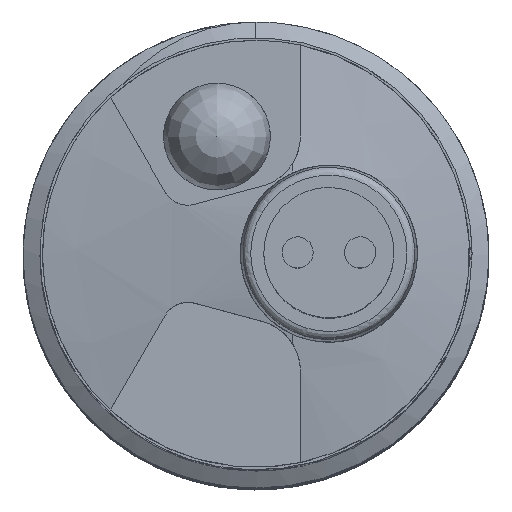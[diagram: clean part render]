
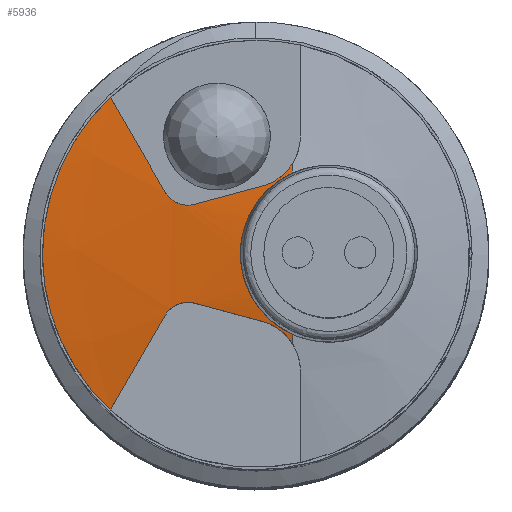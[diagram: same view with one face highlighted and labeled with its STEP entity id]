
A CAD part, top view. The second image highlights one B-rep face of the part: STEP entity #5936.
In plain terms, the highlighted free-form (B-spline) face has degree [1, 2] with [2, 9] control points.
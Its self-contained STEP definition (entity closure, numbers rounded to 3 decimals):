
#5559=CARTESIAN_POINT('',(-5.59,-6.002,75.496));
#5560=VERTEX_POINT('',#5559);
#5566=CARTESIAN_POINT('',(-5.589,6.002,75.496));
#5567=VERTEX_POINT('',#5566);
#5568=CARTESIAN_POINT('',(-5.591,-6.003,75.495));
#5569=CARTESIAN_POINT('',(-7.564,-4.166,75.409));
#5570=CARTESIAN_POINT('',(-8.577,-1.404,75.373));
#5571=CARTESIAN_POINT('',(-7.752,3.248,75.406));
#5572=CARTESIAN_POINT('',(-6.853,4.828,75.441));
#5573=CARTESIAN_POINT('',(-5.59,6.003,75.496));
#5574=B_SPLINE_CURVE_WITH_KNOTS('',3,(#5568,#5569,#5570,#5571,#5572,#5573),.UNSPECIFIED.,.F.,.U.,(4,2,4),(0.539,1.259,1.72),.UNSPECIFIED.);
#5575=EDGE_CURVE('',#5560,#5567,#5574,.T.);
#5695=CARTESIAN_POINT('',(1.4,-3.455,76.538));
#5696=VERTEX_POINT('',#5695);
#5714=CARTESIAN_POINT('',(1.4,3.455,76.538));
#5715=VERTEX_POINT('',#5714);
#5723=CARTESIAN_POINT('',(1.4,3.098,76.591));
#5724=VERTEX_POINT('',#5723);
#5725=CARTESIAN_POINT('',(1.4,3.455,76.539));
#5726=CARTESIAN_POINT('',(1.4,3.333,76.557));
#5727=CARTESIAN_POINT('',(1.4,3.214,76.574));
#5728=CARTESIAN_POINT('',(1.4,3.098,76.591));
#5729=B_SPLINE_CURVE_WITH_KNOTS('',3,(#5725,#5726,#5727,#5728),.UNSPECIFIED.,.F.,.U.,(4,4),(0.13,0.188),.UNSPECIFIED.);
#5730=EDGE_CURVE('',#5715,#5724,#5729,.T.);
#5741=CARTESIAN_POINT('',(1.4,-3.098,76.591));
#5742=VERTEX_POINT('',#5741);
#5754=CARTESIAN_POINT('',(1.4,-3.098,76.591));
#5755=CARTESIAN_POINT('',(1.4,-3.214,76.574));
#5756=CARTESIAN_POINT('',(1.4,-3.333,76.557));
#5757=CARTESIAN_POINT('',(1.4,-3.455,76.539));
#5758=B_SPLINE_CURVE_WITH_KNOTS('',3,(#5754,#5755,#5756,#5757),.UNSPECIFIED.,.F.,.U.,(4,4),(0.812,0.87),.UNSPECIFIED.);
#5759=EDGE_CURVE('',#5742,#5696,#5758,.T.);
#5829=CARTESIAN_POINT('',(-3.489,-2.365,76.066));
#5830=VERTEX_POINT('',#5829);
#5836=CARTESIAN_POINT('',(-3.489,-2.365,76.066));
#5837=CARTESIAN_POINT('',(-4.317,-3.799,75.863));
#5838=CARTESIAN_POINT('',(-5.588,-6.001,75.496));
#5839=(BOUNDED_CURVE()B_SPLINE_CURVE(2,(#5836,#5837,#5838),.HYPERBOLIC_ARC.,.F.,.U.)B_SPLINE_CURVE_WITH_KNOTS((3,3),(0.,1.),.UNSPECIFIED.)CURVE()GEOMETRIC_REPRESENTATION_ITEM()RATIONAL_B_SPLINE_CURVE((1.492,1.336,1.124))REPRESENTATION_ITEM(''));
#5840=EDGE_CURVE('',#5830,#5560,#5839,.T.);
#5847=CARTESIAN_POINT('',(2.8,0.,77.13));
#5848=CARTESIAN_POINT('',(2.8,0.,77.13));
#5849=CARTESIAN_POINT('',(2.8,0.,77.13));
#5850=CARTESIAN_POINT('',(2.8,0.,77.13));
#5851=CARTESIAN_POINT('',(2.8,0.,77.13));
#5852=CARTESIAN_POINT('',(2.8,0.,77.13));
#5853=CARTESIAN_POINT('',(2.8,0.,77.13));
#5854=CARTESIAN_POINT('',(2.8,0.,77.13));
#5855=CARTESIAN_POINT('',(2.8,0.,77.13));
#5856=CARTESIAN_POINT('',(22.278,-0.331,74.045));
#5857=CARTESIAN_POINT('',(22.609,19.146,74.045));
#5858=CARTESIAN_POINT('',(3.131,19.478,74.045));
#5859=CARTESIAN_POINT('',(-16.346,19.809,74.045));
#5860=CARTESIAN_POINT('',(-16.678,0.331,74.045));
#5861=CARTESIAN_POINT('',(-17.009,-19.146,74.045));
#5862=CARTESIAN_POINT('',(2.469,-19.478,74.045));
#5863=CARTESIAN_POINT('',(21.946,-19.809,74.045));
#5864=CARTESIAN_POINT('',(22.278,-0.331,74.045));
#5865=(BOUNDED_SURFACE()B_SPLINE_SURFACE(1,2,((#5847,#5848,#5849,#5850,#5851,#5852,#5853,#5854,#5855),(#5856,#5857,#5858,#5859,#5860,#5861,#5862,#5863,#5864)),.GENERALISED_CONE.,.F.,.T.,.U.)B_SPLINE_SURFACE_WITH_KNOTS((2,2),(3,2,2,2,3),(0.,1.),(0.,0.25,0.5,0.75,1.),.UNSPECIFIED.)GEOMETRIC_REPRESENTATION_ITEM()RATIONAL_B_SPLINE_SURFACE(((1.,0.707,1.,0.707,1.,0.707,1.,0.707,1.),(1.,0.707,1.,0.707,1.,0.707,1.,0.707,1.)))REPRESENTATION_ITEM('')SURFACE());
#5866=CARTESIAN_POINT('',(0.228,2.593,76.551));
#5867=VERTEX_POINT('',#5866);
#5868=CARTESIAN_POINT('',(1.4,3.455,76.537));
#5869=CARTESIAN_POINT('',(1.139,3.042,76.58));
#5870=CARTESIAN_POINT('',(0.728,2.727,76.592));
#5871=CARTESIAN_POINT('',(0.228,2.593,76.551));
#5872=B_SPLINE_CURVE_WITH_KNOTS('',3,(#5868,#5869,#5870,#5871),.UNSPECIFIED.,.F.,.U.,(4,4),(0.,0.569),.UNSPECIFIED.);
#5873=EDGE_CURVE('',#5715,#5867,#5872,.T.);
#5874=ORIENTED_EDGE('',*,*,#5873,.T.);
#5875=CARTESIAN_POINT('',(-2.364,1.899,76.259));
#5876=VERTEX_POINT('',#5875);
#5877=CARTESIAN_POINT('',(0.228,2.593,76.551));
#5878=CARTESIAN_POINT('',(-0.806,2.316,76.467));
#5879=CARTESIAN_POINT('',(-2.364,1.899,76.259));
#5880=(BOUNDED_CURVE()B_SPLINE_CURVE(2,(#5877,#5878,#5879),.HYPERBOLIC_ARC.,.F.,.U.)B_SPLINE_CURVE_WITH_KNOTS((3,3),(0.,1.),.UNSPECIFIED.)CURVE()GEOMETRIC_REPRESENTATION_ITEM()RATIONAL_B_SPLINE_CURVE((2.241,2.079,1.763))REPRESENTATION_ITEM(''));
#5881=EDGE_CURVE('',#5867,#5876,#5880,.T.);
#5882=ORIENTED_EDGE('',*,*,#5881,.T.);
#5883=CARTESIAN_POINT('',(-3.489,2.365,76.066));
#5884=VERTEX_POINT('',#5883);
#5885=CARTESIAN_POINT('',(-2.364,1.899,76.259));
#5886=CARTESIAN_POINT('',(-2.802,1.781,76.2));
#5887=CARTESIAN_POINT('',(-3.263,1.972,76.121));
#5888=CARTESIAN_POINT('',(-3.489,2.365,76.066));
#5889=B_SPLINE_CURVE_WITH_KNOTS('',3,(#5885,#5886,#5887,#5888),.UNSPECIFIED.,.F.,.U.,(4,4),(0.,1.),.UNSPECIFIED.);
#5890=EDGE_CURVE('',#5876,#5884,#5889,.T.);
#5891=ORIENTED_EDGE('',*,*,#5890,.T.);
#5892=CARTESIAN_POINT('',(-3.489,2.365,76.066));
#5893=CARTESIAN_POINT('',(-4.317,3.799,75.863));
#5894=CARTESIAN_POINT('',(-5.588,6.001,75.496));
#5895=(BOUNDED_CURVE()B_SPLINE_CURVE(2,(#5892,#5893,#5894),.HYPERBOLIC_ARC.,.F.,.U.)B_SPLINE_CURVE_WITH_KNOTS((3,3),(0.,1.),.UNSPECIFIED.)CURVE()GEOMETRIC_REPRESENTATION_ITEM()RATIONAL_B_SPLINE_CURVE((1.492,1.336,1.124))REPRESENTATION_ITEM(''));
#5896=EDGE_CURVE('',#5884,#5567,#5895,.T.);
#5897=ORIENTED_EDGE('',*,*,#5896,.T.);
#5898=ORIENTED_EDGE('',*,*,#5575,.F.);
#5899=ORIENTED_EDGE('',*,*,#5840,.F.);
#5900=CARTESIAN_POINT('',(-2.364,-1.899,76.259));
#5901=VERTEX_POINT('',#5900);
#5902=CARTESIAN_POINT('',(-3.489,-2.365,76.066));
#5903=CARTESIAN_POINT('',(-3.263,-1.972,76.121));
#5904=CARTESIAN_POINT('',(-2.802,-1.781,76.2));
#5905=CARTESIAN_POINT('',(-2.364,-1.899,76.259));
#5906=B_SPLINE_CURVE_WITH_KNOTS('',3,(#5902,#5903,#5904,#5905),.UNSPECIFIED.,.F.,.U.,(4,4),(0.,1.),.UNSPECIFIED.);
#5907=EDGE_CURVE('',#5830,#5901,#5906,.T.);
#5908=ORIENTED_EDGE('',*,*,#5907,.T.);
#5909=CARTESIAN_POINT('',(0.228,-2.593,76.551));
#5910=VERTEX_POINT('',#5909);
#5911=CARTESIAN_POINT('',(-2.364,-1.899,76.259));
#5912=CARTESIAN_POINT('',(-0.806,-2.316,76.467));
#5913=CARTESIAN_POINT('',(0.228,-2.593,76.551));
#5914=(BOUNDED_CURVE()B_SPLINE_CURVE(2,(#5911,#5912,#5913),.HYPERBOLIC_ARC.,.F.,.U.)B_SPLINE_CURVE_WITH_KNOTS((3,3),(0.,1.),.UNSPECIFIED.)CURVE()GEOMETRIC_REPRESENTATION_ITEM()RATIONAL_B_SPLINE_CURVE((1.763,2.079,2.241))REPRESENTATION_ITEM(''));
#5915=EDGE_CURVE('',#5901,#5910,#5914,.T.);
#5916=ORIENTED_EDGE('',*,*,#5915,.T.);
#5917=CARTESIAN_POINT('',(0.228,-2.593,76.551));
#5918=CARTESIAN_POINT('',(0.728,-2.727,76.592));
#5919=CARTESIAN_POINT('',(1.139,-3.042,76.58));
#5920=CARTESIAN_POINT('',(1.4,-3.455,76.537));
#5921=B_SPLINE_CURVE_WITH_KNOTS('',3,(#5917,#5918,#5919,#5920),.UNSPECIFIED.,.F.,.U.,(4,4),(0.431,1.),.UNSPECIFIED.);
#5922=EDGE_CURVE('',#5910,#5696,#5921,.T.);
#5923=ORIENTED_EDGE('',*,*,#5922,.T.);
#5924=ORIENTED_EDGE('',*,*,#5759,.F.);
#5925=CARTESIAN_POINT('',(1.4,-3.098,76.591));
#5926=CARTESIAN_POINT('',(-0.636,-2.178,76.591));
#5927=CARTESIAN_POINT('',(-0.6,0.056,76.591));
#5928=CARTESIAN_POINT('',(-0.564,2.211,76.591));
#5929=CARTESIAN_POINT('',(1.4,3.098,76.591));
#5930=(BOUNDED_CURVE()B_SPLINE_CURVE(2,(#5925,#5926,#5927,#5928,#5929),.CIRCULAR_ARC.,.F.,.U.)B_SPLINE_CURVE_WITH_KNOTS((3,2,3),(0.323,0.505,0.683),.UNSPECIFIED.)CURVE()GEOMETRIC_REPRESENTATION_ITEM()RATIONAL_B_SPLINE_CURVE((0.885,0.786,1.,0.792,0.879))REPRESENTATION_ITEM(''));
#5931=EDGE_CURVE('',#5742,#5724,#5930,.T.);
#5932=ORIENTED_EDGE('',*,*,#5931,.T.);
#5933=ORIENTED_EDGE('',*,*,#5730,.F.);
#5934=EDGE_LOOP('',(#5874,#5882,#5891,#5897,#5898,#5899,#5908,#5916,#5923,#5924,#5932,#5933));
#5935=FACE_OUTER_BOUND('',#5934,.T.);
#5936=ADVANCED_FACE('',(#5935),#5865,.T.);
